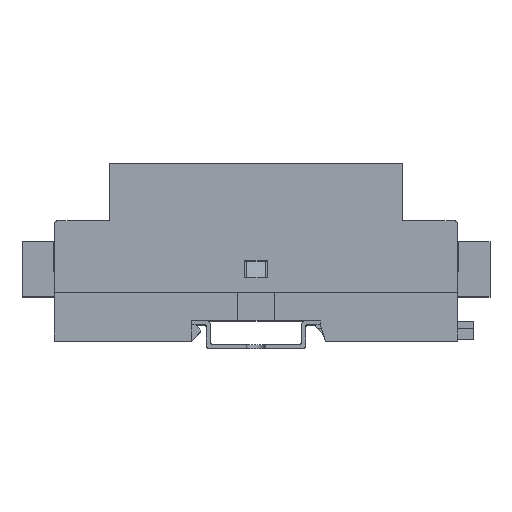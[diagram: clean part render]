
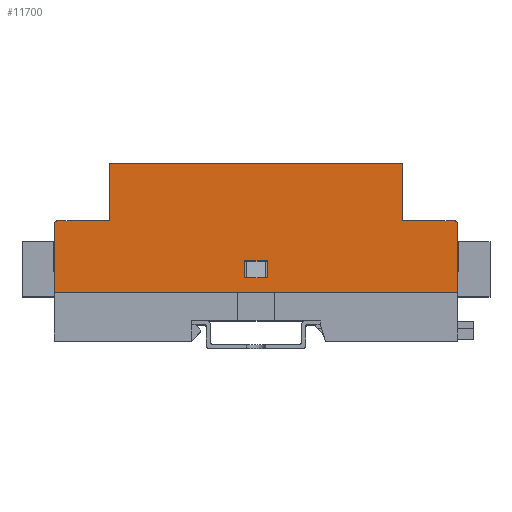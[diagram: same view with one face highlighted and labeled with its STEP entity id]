
A CAD part, top view. The second image highlights one B-rep face of the part: STEP entity #11700.
In plain terms, the highlighted face is planar.
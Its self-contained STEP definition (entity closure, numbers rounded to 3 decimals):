
#9 = CARTESIAN_POINT ( 'NONE',  ( -40., 19.6, -35. ) ) ;
#140 = DIRECTION ( 'NONE',  ( 0., 1., 0. ) ) ;
#363 = ORIENTED_EDGE ( 'NONE', *, *, #6864, .T. ) ;
#422 = VERTEX_POINT ( 'NONE', #5526 ) ;
#721 = EDGE_CURVE ( 'NONE', #22836, #2518, #20394, .T. ) ;
#955 = CIRCLE ( 'NONE', #5837, 1. ) ;
#2518 = VERTEX_POINT ( 'NONE', #11039 ) ;
#2680 = VERTEX_POINT ( 'NONE', #13973 ) ;
#2729 = VECTOR ( 'NONE', #14775, 1000. ) ;
#2910 = VECTOR ( 'NONE', #6483, 1000. ) ;
#3167 = FACE_OUTER_BOUND ( 'NONE', #29226, .T. ) ;
#3696 = EDGE_CURVE ( 'NONE', #17874, #21908, #955, .T. ) ;
#4098 = VERTEX_POINT ( 'NONE', #12469 ) ;
#4487 = CARTESIAN_POINT ( 'NONE',  ( 40., 19.6, -35. ) ) ;
#4957 = LINE ( 'NONE', #18444, #9120 ) ;
#5526 = CARTESIAN_POINT ( 'NONE',  ( 40., 19.6, -35. ) ) ;
#5641 = DIRECTION ( 'NONE',  ( 1., 0., 0. ) ) ;
#5837 = AXIS2_PLACEMENT_3D ( 'NONE', #27886, #20797, #25451 ) ;
#6384 = CARTESIAN_POINT ( 'NONE',  ( 55., 19.6, -35. ) ) ;
#6459 = VECTOR ( 'NONE', #140, 1000. ) ;
#6462 = CARTESIAN_POINT ( 'NONE',  ( 55., 35.3, -35. ) ) ;
#6483 = DIRECTION ( 'NONE',  ( -1., 0., 0. ) ) ;
#6554 = EDGE_CURVE ( 'NONE', #13671, #16268, #8391, .T. ) ;
#6664 = LINE ( 'NONE', #31039, #2910 ) ;
#6685 = DIRECTION ( 'NONE',  ( 0., -1., 0. ) ) ;
#6864 = EDGE_CURVE ( 'NONE', #2518, #25165, #7587, .T. ) ;
#7043 = ORIENTED_EDGE ( 'NONE', *, *, #20179, .F. ) ;
#7481 = CARTESIAN_POINT ( 'NONE',  ( 55., 18.6, -35. ) ) ;
#7574 = ORIENTED_EDGE ( 'NONE', *, *, #12945, .T. ) ;
#7587 = LINE ( 'NONE', #8849, #12155 ) ;
#8266 = CARTESIAN_POINT ( 'NONE',  ( 3., 8.7, -35. ) ) ;
#8391 = LINE ( 'NONE', #12245, #2729 ) ;
#8849 = CARTESIAN_POINT ( 'NONE',  ( -55., 0., -35. ) ) ;
#9120 = VECTOR ( 'NONE', #6685, 1000. ) ;
#9668 = VECTOR ( 'NONE', #24235, 1000. ) ;
#9828 = CARTESIAN_POINT ( 'NONE',  ( -40., 35.3, -35. ) ) ;
#10123 = DIRECTION ( 'NONE',  ( 0., 0., 1. ) ) ;
#10224 = AXIS2_PLACEMENT_3D ( 'NONE', #21664, #10123, #27059 ) ;
#10481 = VECTOR ( 'NONE', #13630, 1000. ) ;
#11039 = CARTESIAN_POINT ( 'NONE',  ( 55., 0., -35. ) ) ;
#11700 = ADVANCED_FACE ( 'NONE', ( #15643, #3167 ), #17218, .F. ) ;
#11995 = ORIENTED_EDGE ( 'NONE', *, *, #12502, .T. ) ;
#12109 = EDGE_CURVE ( 'NONE', #17874, #25165, #19027, .T. ) ;
#12155 = VECTOR ( 'NONE', #13794, 1000. ) ;
#12245 = CARTESIAN_POINT ( 'NONE',  ( -3., 8.7, -35. ) ) ;
#12469 = CARTESIAN_POINT ( 'NONE',  ( 54., 19.6, -35. ) ) ;
#12502 = EDGE_CURVE ( 'NONE', #4098, #22836, #17487, .T. ) ;
#12602 = CARTESIAN_POINT ( 'NONE',  ( -55., 0., -35. ) ) ;
#12945 = EDGE_CURVE ( 'NONE', #29789, #30993, #23309, .T. ) ;
#13440 = DIRECTION ( 'NONE',  ( 0., -1., 0. ) ) ;
#13484 = EDGE_CURVE ( 'NONE', #29789, #21908, #16072, .T. ) ;
#13530 = CARTESIAN_POINT ( 'NONE',  ( -55., 35.3, -35. ) ) ;
#13630 = DIRECTION ( 'NONE',  ( -1., 0., 0. ) ) ;
#13671 = VERTEX_POINT ( 'NONE', #24941 ) ;
#13794 = DIRECTION ( 'NONE',  ( -1., 0., 0. ) ) ;
#13973 = CARTESIAN_POINT ( 'NONE',  ( 40., 35.3, -35. ) ) ;
#14162 = ORIENTED_EDGE ( 'NONE', *, *, #20046, .F. ) ;
#14467 = AXIS2_PLACEMENT_3D ( 'NONE', #27131, #15049, #5641 ) ;
#14775 = DIRECTION ( 'NONE',  ( 0., 1., 0. ) ) ;
#15049 = DIRECTION ( 'NONE',  ( 0., 0., -1. ) ) ;
#15643 = FACE_BOUND ( 'NONE', #16223, .T. ) ;
#15803 = CARTESIAN_POINT ( 'NONE',  ( -54., 19.6, -35. ) ) ;
#16069 = VECTOR ( 'NONE', #18668, 1000. ) ;
#16072 = LINE ( 'NONE', #19427, #22107 ) ;
#16223 = EDGE_LOOP ( 'NONE', ( #19860, #18001, #21978, #7043 ) ) ;
#16268 = VERTEX_POINT ( 'NONE', #17411 ) ;
#16925 = LINE ( 'NONE', #13530, #10481 ) ;
#17218 = PLANE ( 'NONE',  #10224 ) ;
#17411 = CARTESIAN_POINT ( 'NONE',  ( -3., 8.7, -35. ) ) ;
#17487 = CIRCLE ( 'NONE', #14467, 1. ) ;
#17840 = CARTESIAN_POINT ( 'NONE',  ( -55., 35.3, -35. ) ) ;
#17874 = VERTEX_POINT ( 'NONE', #26871 ) ;
#18001 = ORIENTED_EDGE ( 'NONE', *, *, #6554, .F. ) ;
#18444 = CARTESIAN_POINT ( 'NONE',  ( 3., 8.7, -35. ) ) ;
#18668 = DIRECTION ( 'NONE',  ( -1., 0., 0. ) ) ;
#19027 = LINE ( 'NONE', #17840, #30402 ) ;
#19100 = ORIENTED_EDGE ( 'NONE', *, *, #24901, .F. ) ;
#19427 = CARTESIAN_POINT ( 'NONE',  ( -40., 19.6, -35. ) ) ;
#19467 = VERTEX_POINT ( 'NONE', #30590 ) ;
#19492 = CARTESIAN_POINT ( 'NONE',  ( 3., 4., -35. ) ) ;
#19860 = ORIENTED_EDGE ( 'NONE', *, *, #28990, .F. ) ;
#20021 = VECTOR ( 'NONE', #13440, 1000. ) ;
#20046 = EDGE_CURVE ( 'NONE', #422, #2680, #20865, .T. ) ;
#20179 = EDGE_CURVE ( 'NONE', #19467, #23210, #4957, .T. ) ;
#20280 = DIRECTION ( 'NONE',  ( 0., -1., 0. ) ) ;
#20394 = LINE ( 'NONE', #6462, #20021 ) ;
#20797 = DIRECTION ( 'NONE',  ( 0., 0., -1. ) ) ;
#20865 = LINE ( 'NONE', #4487, #6459 ) ;
#21025 = CARTESIAN_POINT ( 'NONE',  ( -40., 19.6, -35. ) ) ;
#21129 = VECTOR ( 'NONE', #25412, 1000. ) ;
#21482 = LINE ( 'NONE', #8266, #21129 ) ;
#21664 = CARTESIAN_POINT ( 'NONE',  ( -55., 35.3, -35. ) ) ;
#21908 = VERTEX_POINT ( 'NONE', #15803 ) ;
#21934 = ORIENTED_EDGE ( 'NONE', *, *, #13484, .F. ) ;
#21978 = ORIENTED_EDGE ( 'NONE', *, *, #30395, .F. ) ;
#22107 = VECTOR ( 'NONE', #24100, 1000. ) ;
#22583 = EDGE_CURVE ( 'NONE', #2680, #30993, #16925, .T. ) ;
#22836 = VERTEX_POINT ( 'NONE', #7481 ) ;
#23210 = VERTEX_POINT ( 'NONE', #19492 ) ;
#23309 = LINE ( 'NONE', #9, #9668 ) ;
#24100 = DIRECTION ( 'NONE',  ( -1., 0., 0. ) ) ;
#24128 = ORIENTED_EDGE ( 'NONE', *, *, #12109, .F. ) ;
#24235 = DIRECTION ( 'NONE',  ( 0., 1., 0. ) ) ;
#24901 = EDGE_CURVE ( 'NONE', #4098, #422, #31217, .T. ) ;
#24941 = CARTESIAN_POINT ( 'NONE',  ( -3., 4., -35. ) ) ;
#25165 = VERTEX_POINT ( 'NONE', #12602 ) ;
#25412 = DIRECTION ( 'NONE',  ( 1., 0., 0. ) ) ;
#25451 = DIRECTION ( 'NONE',  ( 1., 0., 0. ) ) ;
#26871 = CARTESIAN_POINT ( 'NONE',  ( -55., 18.6, -35. ) ) ;
#27059 = DIRECTION ( 'NONE',  ( 1., 0., 0. ) ) ;
#27131 = CARTESIAN_POINT ( 'NONE',  ( 54., 18.6, -35. ) ) ;
#27886 = CARTESIAN_POINT ( 'NONE',  ( -54., 18.6, -35. ) ) ;
#28990 = EDGE_CURVE ( 'NONE', #16268, #19467, #21482, .T. ) ;
#29226 = EDGE_LOOP ( 'NONE', ( #24128, #29461, #21934, #7574, #29964, #14162, #19100, #11995, #31117, #363 ) ) ;
#29461 = ORIENTED_EDGE ( 'NONE', *, *, #3696, .T. ) ;
#29789 = VERTEX_POINT ( 'NONE', #21025 ) ;
#29964 = ORIENTED_EDGE ( 'NONE', *, *, #22583, .F. ) ;
#30395 = EDGE_CURVE ( 'NONE', #23210, #13671, #6664, .T. ) ;
#30402 = VECTOR ( 'NONE', #20280, 1000. ) ;
#30590 = CARTESIAN_POINT ( 'NONE',  ( 3., 8.7, -35. ) ) ;
#30993 = VERTEX_POINT ( 'NONE', #9828 ) ;
#31039 = CARTESIAN_POINT ( 'NONE',  ( 3., 4., -35. ) ) ;
#31117 = ORIENTED_EDGE ( 'NONE', *, *, #721, .T. ) ;
#31217 = LINE ( 'NONE', #6384, #16069 ) ;
